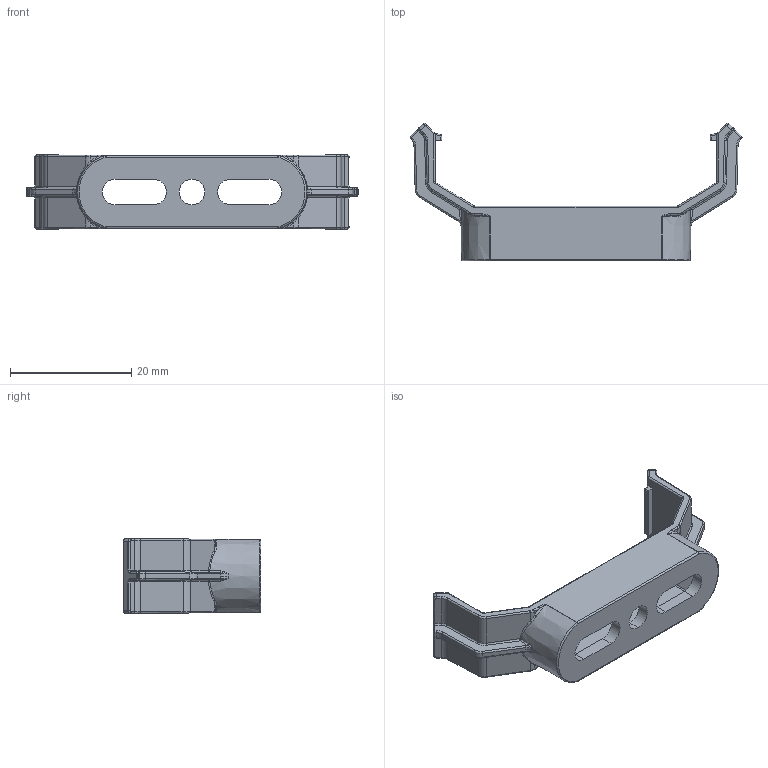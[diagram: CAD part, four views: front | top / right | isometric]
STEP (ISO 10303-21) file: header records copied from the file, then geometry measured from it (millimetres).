
FILE_DESCRIPTION (( 'STEP AP203' ), '1' );
FILE_NAME ('276-6020-001 Rev10.STEP', '2018-05-15T13:51:18', ( '' ), ( '' ), 'SwSTEP 2.0', 'SolidWorks 2017', '' );
FILE_SCHEMA (( 'CONFIG_CONTROL_DESIGN' ));
Length unit declared in the file: millimetre
Products named in the file (1): 276-6020-001 Rev10
Bounding box: 54.78 x 22.71 x 12.39 mm (x, y, z)
Volume: 2404.5 mm3; surface area: 3265.7 mm2
Topology: 1 solids, 1 shells, 329 faces, 779 edges, 438 vertices
Faces by surface type: cylinder 136, bspline 100, plane 60, sphere 24, torus 6, cone 3
Entity records: 10500 total; most frequent: CARTESIAN_POINT 3781, ORIENTED_EDGE 1530, DIRECTION 1277, EDGE_CURVE 765, AXIS2_PLACEMENT_3D 490, VERTEX_POINT 438, EDGE_LOOP 335, ADVANCED_FACE 329
